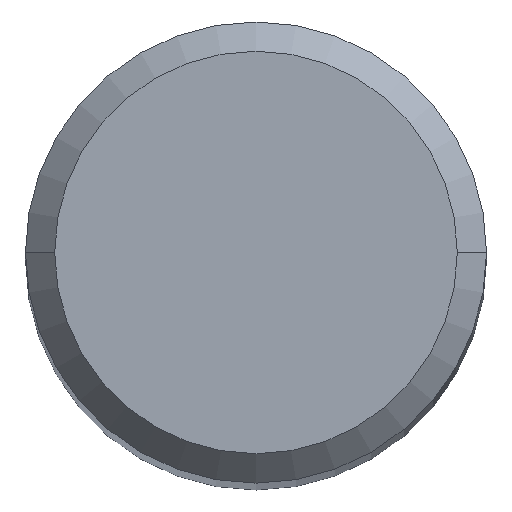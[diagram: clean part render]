
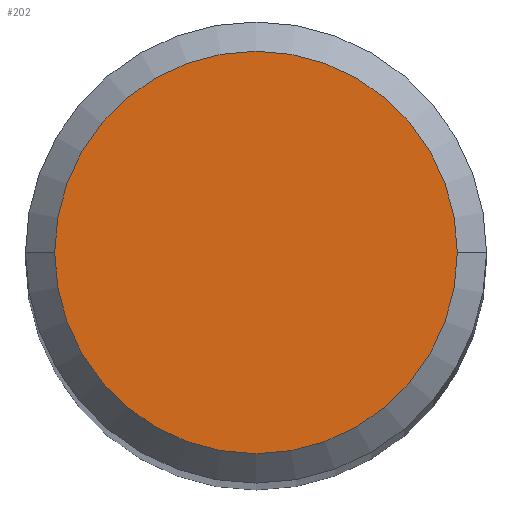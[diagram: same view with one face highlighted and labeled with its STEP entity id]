
A CAD part, top view. The second image highlights one B-rep face of the part: STEP entity #202.
In plain terms, the highlighted planar face has unit normal (0, 0, 1).
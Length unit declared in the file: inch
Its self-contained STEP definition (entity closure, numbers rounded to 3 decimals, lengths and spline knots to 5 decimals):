
#35 = VERTEX_POINT ( 'NONE', #156 ) ;
#41 = DIRECTION ( 'NONE',  ( 1., 0., 0. ) ) ;
#70 = DIRECTION ( 'NONE',  ( 0., 0., 1. ) ) ;
#72 = CARTESIAN_POINT ( 'NONE',  ( 0., 0., 2.24409 ) ) ;
#73 = AXIS2_PLACEMENT_3D ( 'NONE', #367, #70, #41 ) ;
#74 = FACE_OUTER_BOUND ( 'NONE', #85, .T. ) ;
#85 = EDGE_LOOP ( 'NONE', ( #354, #95 ) ) ;
#95 = ORIENTED_EDGE ( 'NONE', *, *, #226, .T. ) ;
#100 = CIRCLE ( 'NONE', #73, 0.10311 ) ;
#101 = DIRECTION ( 'NONE',  ( 0., 0., 1. ) ) ;
#115 = AXIS2_PLACEMENT_3D ( 'NONE', #352, #101, #212 ) ;
#133 = EDGE_CURVE ( 'NONE', #35, #288, #283, .T. ) ;
#156 = CARTESIAN_POINT ( 'NONE',  ( -0.10311, 0., 2.24409 ) ) ;
#195 = PLANE ( 'NONE',  #275 ) ;
#202 = ADVANCED_FACE ( 'NONE', ( #74 ), #195, .T. ) ;
#212 = DIRECTION ( 'NONE',  ( 1., 0., 0. ) ) ;
#226 = EDGE_CURVE ( 'NONE', #288, #35, #100, .T. ) ;
#255 = DIRECTION ( 'NONE',  ( 1., 0., 0. ) ) ;
#275 = AXIS2_PLACEMENT_3D ( 'NONE', #72, #309, #255 ) ;
#282 = CARTESIAN_POINT ( 'NONE',  ( 0.10311, 0., 2.24409 ) ) ;
#283 = CIRCLE ( 'NONE', #115, 0.10311 ) ;
#288 = VERTEX_POINT ( 'NONE', #282 ) ;
#309 = DIRECTION ( 'NONE',  ( 0., 0., 1. ) ) ;
#352 = CARTESIAN_POINT ( 'NONE',  ( 0., 0., 2.24409 ) ) ;
#354 = ORIENTED_EDGE ( 'NONE', *, *, #133, .T. ) ;
#367 = CARTESIAN_POINT ( 'NONE',  ( 0., 0., 2.24409 ) ) ;
